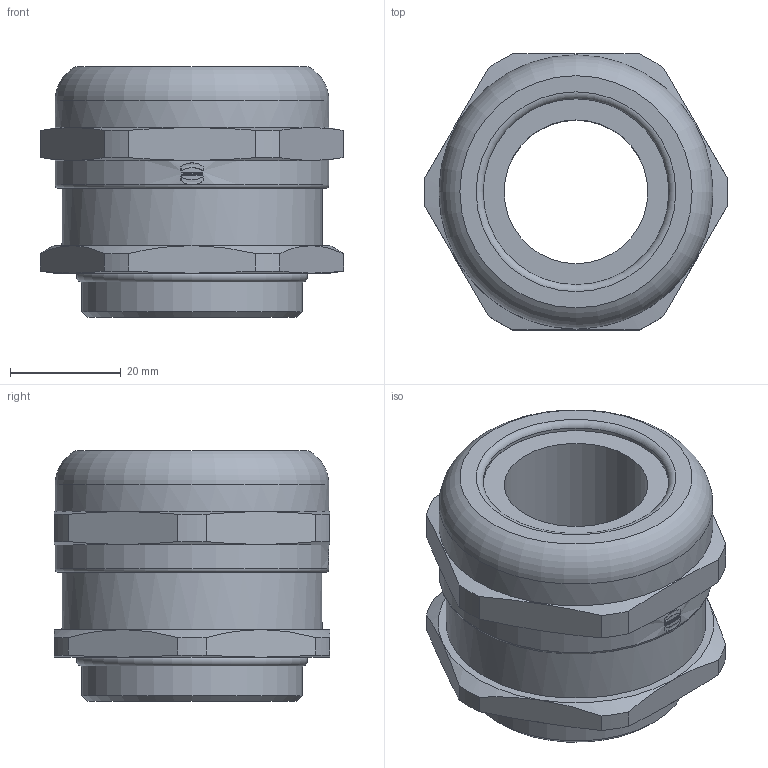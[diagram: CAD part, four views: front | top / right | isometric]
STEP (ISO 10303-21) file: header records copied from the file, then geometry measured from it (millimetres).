
FILE_DESCRIPTION(/* description */ (''),/* implementation_level */ '2;1');
FILE_NAME(/* name */ '100576949ugm000_c.stp',/* time_stamp */ '2017-09-28T15:46:20+02:00',/* author */ (''),/* organization */ (''),/* preprocessor_version */ 'ST-DEVELOPER v16',/* originating_system */ 'SIEMENS PLM Software NX 10.0',/* authorisation */ '');
FILE_SCHEMA (('AUTOMOTIVE_DESIGN { 1 0 10303 214 3 1 1 1 }'));
Length unit declared in the file: millimetre
Products named in the file (1): 100576949ugm000_c
Bounding box: 54.87 x 49.9 x 45.37 mm (x, y, z)
Volume: 56512.8 mm3; surface area: 14583.3 mm2
Topology: 1 solids, 1 shells, 294 faces, 924 edges, 733 vertices
Faces by surface type: bspline 126, plane 112, cylinder 38, cone 14, torus 4
Full cylindrical faces by diameter (mm): 26 x1, 33.6 x1, 40 x1, 41.259 x1, 47.032 x8, 49.55 x2
Entity records: 14155 total; most frequent: CARTESIAN_POINT 5207, ORIENTED_EDGE 1598, DIRECTION 1093, EDGE_CURVE 799, VERTEX_POINT 549, LINE 539, VECTOR 539, EDGE_LOOP 320
